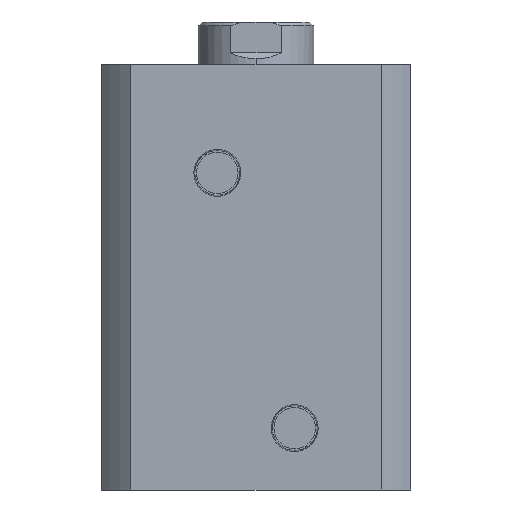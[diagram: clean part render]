
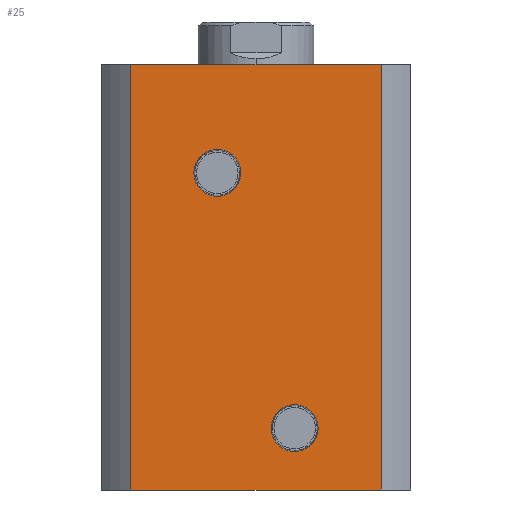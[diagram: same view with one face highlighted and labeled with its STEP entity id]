
A CAD part, left-side view. The second image highlights one B-rep face of the part: STEP entity #25.
In plain terms, the highlighted planar face has unit normal (-1, 0, 0).
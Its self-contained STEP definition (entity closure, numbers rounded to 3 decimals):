
#25 = ADVANCED_FACE ( 'NONE', ( #2631, #2628, #2635 ), #814, .F. ) ;
#128 = EDGE_CURVE ( 'NONE', #2824, #2764, #2498, .T. ) ;
#147 = EDGE_CURVE ( 'NONE', #2741, #2742, #2495, .T. ) ;
#148 = EDGE_CURVE ( 'NONE', #2751, #2734, #2494, .T. ) ;
#171 = EDGE_CURVE ( 'NONE', #2764, #2809, #2497, .T. ) ;
#215 = EDGE_CURVE ( 'NONE', #2810, #2809, #2484, .T. ) ;
#218 = EDGE_CURVE ( 'NONE', #2824, #2810, #2485, .T. ) ;
#379 = CIRCLE ( 'NONE', #1334, 6.06 ) ;
#391 = CIRCLE ( 'NONE', #1338, 6.06 ) ;
#806 = DIRECTION ( 'NONE',  ( 0., 1., 0. ) ) ;
#814 = PLANE ( 'NONE',  #1226 ) ;
#824 = CARTESIAN_POINT ( 'NONE',  ( -40., 0., 110. ) ) ;
#842 = DIRECTION ( 'NONE',  ( 1., 0., 0. ) ) ;
#1151 = EDGE_CURVE ( 'NONE', #2734, #2751, #379, .T. ) ;
#1159 = EDGE_CURVE ( 'NONE', #2742, #2741, #391, .T. ) ;
#1226 = AXIS2_PLACEMENT_3D ( 'NONE', #824, #842, #806 ) ;
#1292 = AXIS2_PLACEMENT_3D ( 'NONE', #2149, #2150, #2151 ) ;
#1293 = AXIS2_PLACEMENT_3D ( 'NONE', #2153, #2154, #2155 ) ;
#1334 = AXIS2_PLACEMENT_3D ( 'NONE', #1526, #1527, #1528 ) ;
#1338 = AXIS2_PLACEMENT_3D ( 'NONE', #1546, #1547, #1548 ) ;
#1526 = CARTESIAN_POINT ( 'NONE',  ( -40., 10., 82. ) ) ;
#1527 = DIRECTION ( 'NONE',  ( -1., 0., 0. ) ) ;
#1528 = DIRECTION ( 'NONE',  ( 0., 0., 1. ) ) ;
#1546 = CARTESIAN_POINT ( 'NONE',  ( -40., -10., 16. ) ) ;
#1547 = DIRECTION ( 'NONE',  ( -1., 0., 0. ) ) ;
#1548 = DIRECTION ( 'NONE',  ( 0., 0., 1. ) ) ;
#1818 = CARTESIAN_POINT ( 'NONE',  ( -40., 10., 75.94 ) ) ;
#1825 = CARTESIAN_POINT ( 'NONE',  ( -40., -10., 22.06 ) ) ;
#1826 = CARTESIAN_POINT ( 'NONE',  ( -40., -10., 9.94 ) ) ;
#1835 = CARTESIAN_POINT ( 'NONE',  ( -40., 10., 88.06 ) ) ;
#1848 = CARTESIAN_POINT ( 'NONE',  ( -40., 32.438, 0. ) ) ;
#1893 = CARTESIAN_POINT ( 'NONE',  ( -40., -32.438, 0. ) ) ;
#1894 = CARTESIAN_POINT ( 'NONE',  ( -40., -32.438, 110. ) ) ;
#1908 = CARTESIAN_POINT ( 'NONE',  ( -40., 32.438, 110. ) ) ;
#2134 = DIRECTION ( 'NONE',  ( 0., 0., -1. ) ) ;
#2137 = CARTESIAN_POINT ( 'NONE',  ( -40., 32.438, 110. ) ) ;
#2140 = CARTESIAN_POINT ( 'NONE',  ( -40., 0., 0. ) ) ;
#2149 = CARTESIAN_POINT ( 'NONE',  ( -40., -10., 16. ) ) ;
#2150 = DIRECTION ( 'NONE',  ( -1., 0., 0. ) ) ;
#2151 = DIRECTION ( 'NONE',  ( 0., 0., 1. ) ) ;
#2152 = DIRECTION ( 'NONE',  ( 0., -1., 0. ) ) ;
#2153 = CARTESIAN_POINT ( 'NONE',  ( -40., 10., 82. ) ) ;
#2154 = DIRECTION ( 'NONE',  ( -1., 0., 0. ) ) ;
#2155 = DIRECTION ( 'NONE',  ( 0., 0., 1. ) ) ;
#2176 = CARTESIAN_POINT ( 'NONE',  ( -40., 0., 110. ) ) ;
#2178 = CARTESIAN_POINT ( 'NONE',  ( -40., -32.438, 110. ) ) ;
#2179 = DIRECTION ( 'NONE',  ( 0., 0., -1. ) ) ;
#2185 = DIRECTION ( 'NONE',  ( 0., -1., 0. ) ) ;
#2484 = LINE ( 'NONE', #2178, #2486 ) ;
#2485 = LINE ( 'NONE', #2176, #2492 ) ;
#2486 = VECTOR ( 'NONE', #2179, 1000. ) ;
#2491 = VECTOR ( 'NONE', #2152, 1000. ) ;
#2492 = VECTOR ( 'NONE', #2185, 1000. ) ;
#2494 = CIRCLE ( 'NONE', #1293, 6.06 ) ;
#2495 = CIRCLE ( 'NONE', #1292, 6.06 ) ;
#2496 = VECTOR ( 'NONE', #2134, 1000. ) ;
#2497 = LINE ( 'NONE', #2140, #2491 ) ;
#2498 = LINE ( 'NONE', #2137, #2496 ) ;
#2628 = FACE_BOUND ( 'NONE', #2858, .T. ) ;
#2631 = FACE_BOUND ( 'NONE', #2852, .T. ) ;
#2635 = FACE_OUTER_BOUND ( 'NONE', #2856, .T. ) ;
#2734 = VERTEX_POINT ( 'NONE', #1818 ) ;
#2741 = VERTEX_POINT ( 'NONE', #1825 ) ;
#2742 = VERTEX_POINT ( 'NONE', #1826 ) ;
#2751 = VERTEX_POINT ( 'NONE', #1835 ) ;
#2764 = VERTEX_POINT ( 'NONE', #1848 ) ;
#2809 = VERTEX_POINT ( 'NONE', #1893 ) ;
#2810 = VERTEX_POINT ( 'NONE', #1894 ) ;
#2824 = VERTEX_POINT ( 'NONE', #1908 ) ;
#2852 = EDGE_LOOP ( 'NONE', ( #2990, #2946 ) ) ;
#2856 = EDGE_LOOP ( 'NONE', ( #2944, #2942, #2941, #2931 ) ) ;
#2858 = EDGE_LOOP ( 'NONE', ( #2947, #2945 ) ) ;
#2931 = ORIENTED_EDGE ( 'NONE', *, *, #128, .T. ) ;
#2941 = ORIENTED_EDGE ( 'NONE', *, *, #218, .F. ) ;
#2942 = ORIENTED_EDGE ( 'NONE', *, *, #215, .F. ) ;
#2944 = ORIENTED_EDGE ( 'NONE', *, *, #171, .T. ) ;
#2945 = ORIENTED_EDGE ( 'NONE', *, *, #1151, .F. ) ;
#2946 = ORIENTED_EDGE ( 'NONE', *, *, #1159, .F. ) ;
#2947 = ORIENTED_EDGE ( 'NONE', *, *, #148, .F. ) ;
#2990 = ORIENTED_EDGE ( 'NONE', *, *, #147, .F. ) ;
